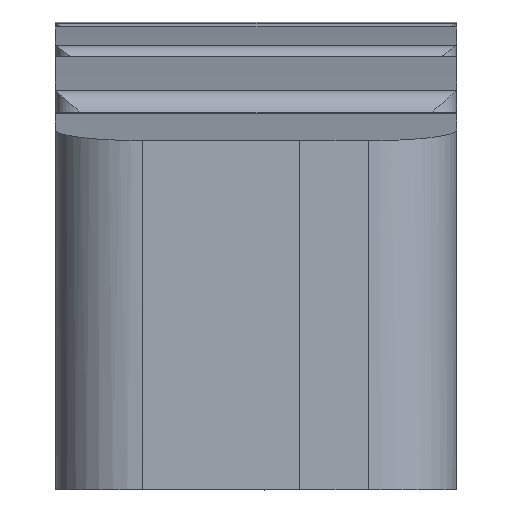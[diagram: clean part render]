
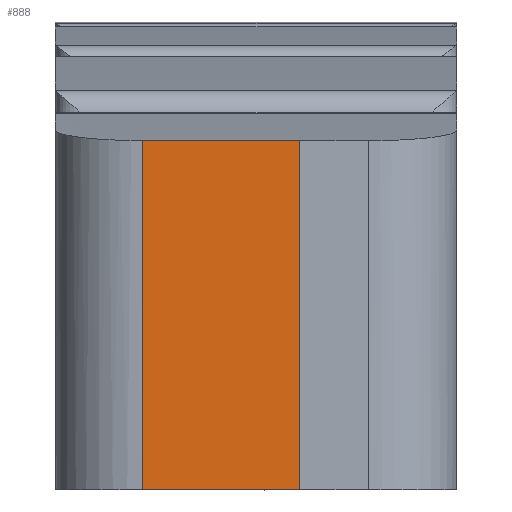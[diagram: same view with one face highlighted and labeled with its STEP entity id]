
A CAD part, left-side view. The second image highlights one B-rep face of the part: STEP entity #888.
In plain terms, the highlighted planar face has unit normal (-1, 0, 0).
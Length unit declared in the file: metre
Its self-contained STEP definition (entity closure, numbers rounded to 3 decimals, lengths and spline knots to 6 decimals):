
#245=ORIENTED_EDGE('',*,*,#517,.T.);
#246=ORIENTED_EDGE('',*,*,#483,.F.);
#247=ORIENTED_EDGE('',*,*,#518,.T.);
#248=ORIENTED_EDGE('',*,*,#519,.F.);
#483=EDGE_CURVE('',#624,#625,#690,.T.);
#517=EDGE_CURVE('',#647,#625,#703,.T.);
#518=EDGE_CURVE('',#624,#648,#704,.F.);
#519=EDGE_CURVE('',#647,#648,#705,.T.);
#624=VERTEX_POINT('',#1385);
#625=VERTEX_POINT('',#1387);
#647=VERTEX_POINT('',#1507);
#648=VERTEX_POINT('',#1512);
#690=LINE('',#1386,#732);
#703=LINE('',#1509,#745);
#704=LINE('',#1511,#746);
#705=LINE('',#1513,#747);
#732=VECTOR('',#1110,1.);
#745=VECTOR('',#1137,1.);
#746=VECTOR('',#1140,1.);
#747=VECTOR('',#1141,1.);
#774=EDGE_LOOP('',(#245,#246,#247,#248));
#827=FACE_BOUND('',#774,.T.);
#874=PLANE('',#979);
#888=ADVANCED_FACE('',(#827),#874,.F.);
#979=AXIS2_PLACEMENT_3D('',#1510,#1138,#1139);
#1110=DIRECTION('',(0.,-1.,0.));
#1137=DIRECTION('',(0.,0.,1.));
#1138=DIRECTION('',(1.,0.,0.));
#1139=DIRECTION('',(0.,0.,-1.));
#1140=DIRECTION('',(0.,0.,1.));
#1141=DIRECTION('',(0.,1.,0.));
#1385=CARTESIAN_POINT('',(0.228,2.5263,0.075003));
#1386=CARTESIAN_POINT('',(0.228,2.527302,0.075003));
#1387=CARTESIAN_POINT('',(0.228,2.5245,0.075003));
#1507=CARTESIAN_POINT('',(0.228,2.5245,0.071));
#1509=CARTESIAN_POINT('',(0.228,2.5245,0.071));
#1510=CARTESIAN_POINT('',(0.228,2.5259,0.071));
#1511=CARTESIAN_POINT('',(0.228,2.5263,0.071));
#1512=CARTESIAN_POINT('',(0.228,2.5263,0.071));
#1513=CARTESIAN_POINT('',(0.228,2.5259,0.071));
